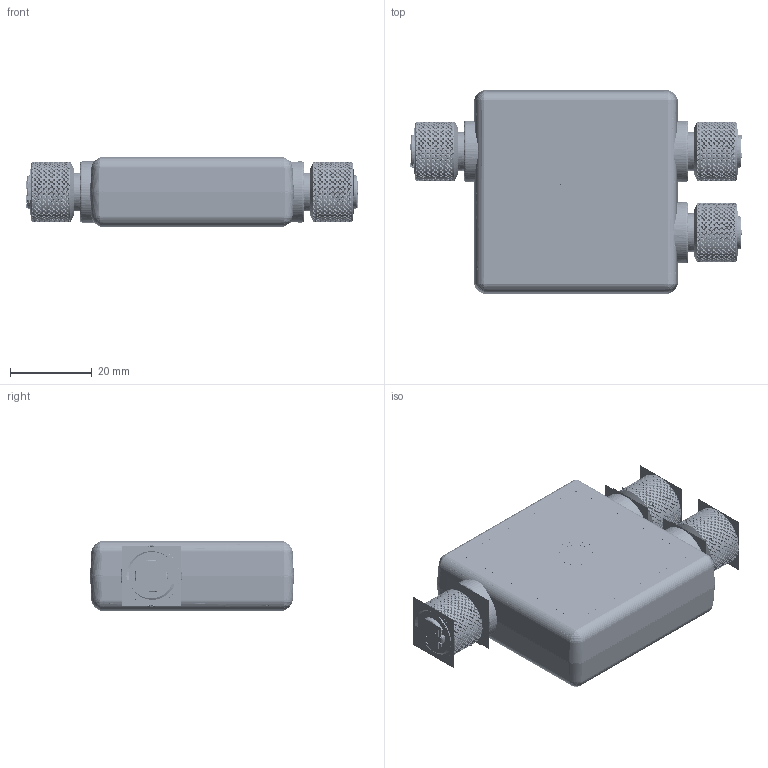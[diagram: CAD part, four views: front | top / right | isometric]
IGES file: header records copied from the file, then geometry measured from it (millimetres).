
Start section:  PTC IGES file: 235129_sm01.igs
Global section: file name: 235129_sm01.igs; native system: Creo Parametric by PTC Inc.; preprocessor: 2022414; author: banengservice; organization: Unknown; date: 20240611.120543; units: millimetre
Bounding box: 81.44 x 50.02 x 17.1 mm (x, y, z)
Volume: 44119.5 mm3; surface area: 70702.7 mm2
Topology: 1 solids, 1 shells, 22922 faces, 100494 edges, 118850 vertices
Faces by surface type: bspline 18058, revolution 4864
